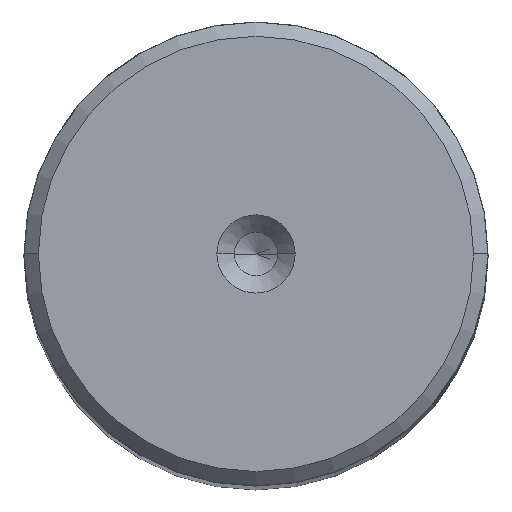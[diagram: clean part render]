
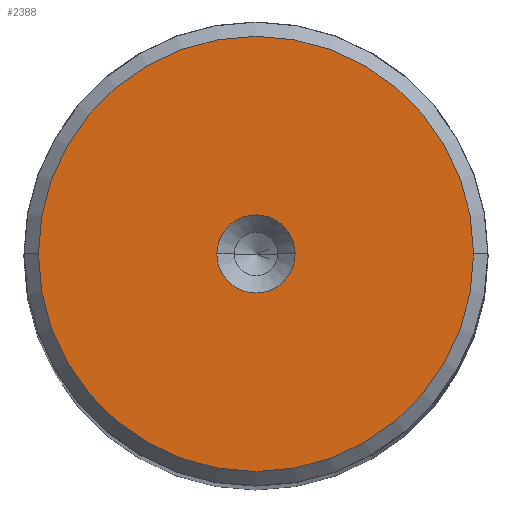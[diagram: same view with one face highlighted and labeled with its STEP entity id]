
A CAD part, top view. The second image highlights one B-rep face of the part: STEP entity #2388.
In plain terms, the highlighted planar face has unit normal (0, 0, 1).
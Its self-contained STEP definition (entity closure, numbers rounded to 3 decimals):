
#42 = PLANE ( 'NONE',  #870 ) ;
#95 = DIRECTION ( 'NONE',  ( 0., 0., 1. ) ) ;
#159 = VERTEX_POINT ( 'NONE', #1519 ) ;
#180 = AXIS2_PLACEMENT_3D ( 'NONE', #1613, #1799, #1243 ) ;
#229 = DIRECTION ( 'NONE',  ( 0., 0., 1. ) ) ;
#248 = CARTESIAN_POINT ( 'NONE',  ( -2.7, 0., 160. ) ) ;
#267 = FACE_OUTER_BOUND ( 'NONE', #1399, .T. ) ;
#268 = ORIENTED_EDGE ( 'NONE', *, *, #608, .F. ) ;
#316 = CARTESIAN_POINT ( 'NONE',  ( 0., 0., 160. ) ) ;
#363 = ORIENTED_EDGE ( 'NONE', *, *, #1900, .T. ) ;
#599 = EDGE_LOOP ( 'NONE', ( #268, #1933 ) ) ;
#608 = EDGE_CURVE ( 'NONE', #806, #2343, #1597, .T. ) ;
#674 = CARTESIAN_POINT ( 'NONE',  ( -15.012, 0., 160. ) ) ;
#724 = VERTEX_POINT ( 'NONE', #674 ) ;
#755 = EDGE_CURVE ( 'NONE', #2343, #806, #2311, .T. ) ;
#806 = VERTEX_POINT ( 'NONE', #2194 ) ;
#870 = AXIS2_PLACEMENT_3D ( 'NONE', #987, #2310, #1951 ) ;
#987 = CARTESIAN_POINT ( 'NONE',  ( 0., 0., 160. ) ) ;
#1011 = ORIENTED_EDGE ( 'NONE', *, *, #2389, .T. ) ;
#1013 = CARTESIAN_POINT ( 'NONE',  ( 0., 0., 160. ) ) ;
#1027 = DIRECTION ( 'NONE',  ( 0., 0., 1. ) ) ;
#1121 = AXIS2_PLACEMENT_3D ( 'NONE', #1013, #229, #2141 ) ;
#1124 = FACE_BOUND ( 'NONE', #599, .T. ) ;
#1243 = DIRECTION ( 'NONE',  ( 1., 0., 0. ) ) ;
#1263 = DIRECTION ( 'NONE',  ( 1., 0., 0. ) ) ;
#1389 = CIRCLE ( 'NONE', #2323, 15.012 ) ;
#1399 = EDGE_LOOP ( 'NONE', ( #363, #1011 ) ) ;
#1519 = CARTESIAN_POINT ( 'NONE',  ( 15.012, 0., 160. ) ) ;
#1597 = CIRCLE ( 'NONE', #180, 2.7 ) ;
#1613 = CARTESIAN_POINT ( 'NONE',  ( 0., 0., 160. ) ) ;
#1770 = AXIS2_PLACEMENT_3D ( 'NONE', #316, #95, #1263 ) ;
#1799 = DIRECTION ( 'NONE',  ( 0., 0., 1. ) ) ;
#1900 = EDGE_CURVE ( 'NONE', #724, #159, #1389, .T. ) ;
#1933 = ORIENTED_EDGE ( 'NONE', *, *, #755, .F. ) ;
#1951 = DIRECTION ( 'NONE',  ( 1., 0., 0. ) ) ;
#2066 = CIRCLE ( 'NONE', #1121, 15.012 ) ;
#2141 = DIRECTION ( 'NONE',  ( 1., 0., 0. ) ) ;
#2160 = CARTESIAN_POINT ( 'NONE',  ( 0., 0., 160. ) ) ;
#2194 = CARTESIAN_POINT ( 'NONE',  ( 2.7, 0., 160. ) ) ;
#2310 = DIRECTION ( 'NONE',  ( 0., 0., 1. ) ) ;
#2311 = CIRCLE ( 'NONE', #1770, 2.7 ) ;
#2323 = AXIS2_PLACEMENT_3D ( 'NONE', #2160, #1027, #2348 ) ;
#2343 = VERTEX_POINT ( 'NONE', #248 ) ;
#2348 = DIRECTION ( 'NONE',  ( 1., 0., 0. ) ) ;
#2388 = ADVANCED_FACE ( 'NONE', ( #1124, #267 ), #42, .T. ) ;
#2389 = EDGE_CURVE ( 'NONE', #159, #724, #2066, .T. ) ;
